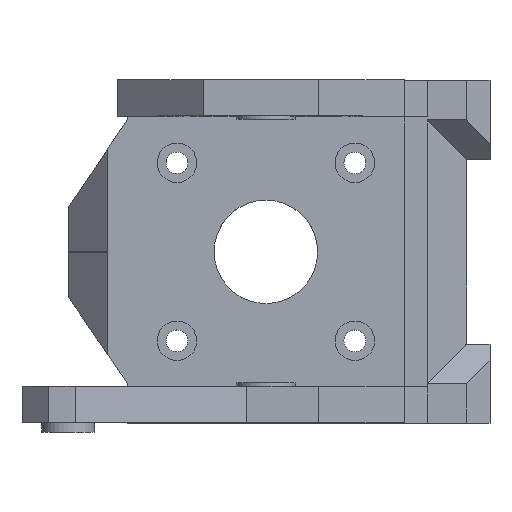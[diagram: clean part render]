
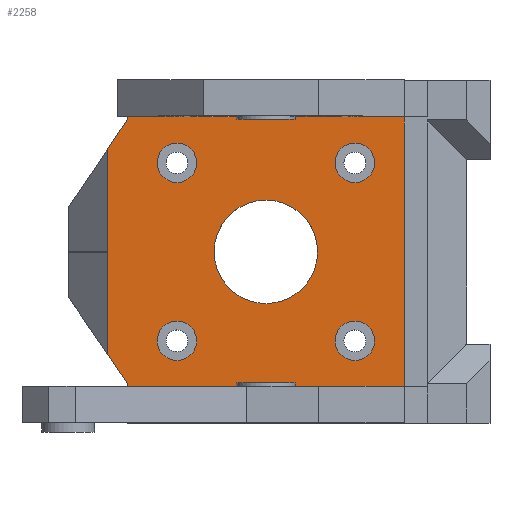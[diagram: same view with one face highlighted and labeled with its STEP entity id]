
A CAD part, top view. The second image highlights one B-rep face of the part: STEP entity #2258.
In plain terms, the highlighted planar face has unit normal (0, 0, 1).
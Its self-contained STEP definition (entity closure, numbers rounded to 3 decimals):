
#100=LINE('',#3347,#309);
#107=LINE('',#3371,#316);
#129=LINE('',#3419,#338);
#133=LINE('',#3438,#342);
#198=LINE('',#3683,#407);
#205=LINE('',#3708,#414);
#207=LINE('',#3718,#416);
#208=LINE('',#3719,#417);
#209=LINE('',#3721,#418);
#210=LINE('',#3724,#419);
#211=LINE('',#3725,#420);
#309=VECTOR('',#2677,42.);
#316=VECTOR('',#2696,10.);
#338=VECTOR('',#2728,42.);
#342=VECTOR('',#2746,10.);
#407=VECTOR('',#2935,5.325);
#414=VECTOR('',#2964,5.325);
#416=VECTOR('',#2974,40.);
#417=VECTOR('',#2975,10.);
#418=VECTOR('',#2976,15.553);
#419=VECTOR('',#2979,15.553);
#420=VECTOR('',#2980,10.);
#524=FACE_BOUND('',#776,.T.);
#525=FACE_BOUND('',#777,.T.);
#526=FACE_BOUND('',#778,.T.);
#527=FACE_BOUND('',#779,.T.);
#528=FACE_BOUND('',#780,.T.);
#612=FACE_OUTER_BOUND('',#775,.T.);
#775=EDGE_LOOP('',(#1816,#1817,#1818,#1819,#1820,#1821,#1822,#1823,#1824,
#1825,#1826,#1827));
#776=EDGE_LOOP('',(#1828));
#777=EDGE_LOOP('',(#1829));
#778=EDGE_LOOP('',(#1830));
#779=EDGE_LOOP('',(#1831));
#780=EDGE_LOOP('',(#1832));
#931=CIRCLE('',#2458,3.);
#933=CIRCLE('',#2461,3.);
#934=CIRCLE('',#2463,7.85);
#935=CIRCLE('',#2465,3.);
#937=CIRCLE('',#2469,3.);
#939=CIRCLE('',#2472,24.);
#1004=VERTEX_POINT('',#3344);
#1005=VERTEX_POINT('',#3346);
#1016=VERTEX_POINT('',#3370);
#1025=VERTEX_POINT('',#3393);
#1037=VERTEX_POINT('',#3417);
#1045=VERTEX_POINT('',#3437);
#1115=VERTEX_POINT('',#3682);
#1116=VERTEX_POINT('',#3686);
#1118=VERTEX_POINT('',#3692);
#1119=VERTEX_POINT('',#3696);
#1120=VERTEX_POINT('',#3700);
#1122=VERTEX_POINT('',#3706);
#1123=VERTEX_POINT('',#3710);
#1125=VERTEX_POINT('',#3716);
#1126=VERTEX_POINT('',#3717);
#1127=VERTEX_POINT('',#3720);
#1128=VERTEX_POINT('',#3722);
#1227=EDGE_CURVE('',#1005,#1004,#100,.T.);
#1239=EDGE_CURVE('',#1016,#1004,#107,.T.);
#1263=EDGE_CURVE('',#1025,#1037,#129,.T.);
#1272=EDGE_CURVE('',#1045,#1025,#133,.T.);
#1371=EDGE_CURVE('',#1045,#1115,#198,.T.);
#1373=EDGE_CURVE('',#1116,#1116,#931,.T.);
#1376=EDGE_CURVE('',#1118,#1118,#933,.T.);
#1378=EDGE_CURVE('',#1119,#1119,#934,.T.);
#1380=EDGE_CURVE('',#1120,#1120,#935,.T.);
#1384=EDGE_CURVE('',#1016,#1122,#205,.T.);
#1385=EDGE_CURVE('',#1123,#1123,#937,.T.);
#1388=EDGE_CURVE('',#1125,#1126,#207,.T.);
#1389=EDGE_CURVE('',#1125,#1005,#208,.T.);
#1390=EDGE_CURVE('',#1122,#1127,#209,.T.);
#1391=EDGE_CURVE('',#1127,#1128,#939,.T.);
#1392=EDGE_CURVE('',#1128,#1115,#210,.T.);
#1393=EDGE_CURVE('',#1126,#1037,#211,.T.);
#1816=ORIENTED_EDGE('',*,*,#1388,.F.);
#1817=ORIENTED_EDGE('',*,*,#1389,.T.);
#1818=ORIENTED_EDGE('',*,*,#1227,.T.);
#1819=ORIENTED_EDGE('',*,*,#1239,.F.);
#1820=ORIENTED_EDGE('',*,*,#1384,.T.);
#1821=ORIENTED_EDGE('',*,*,#1390,.T.);
#1822=ORIENTED_EDGE('',*,*,#1391,.T.);
#1823=ORIENTED_EDGE('',*,*,#1392,.T.);
#1824=ORIENTED_EDGE('',*,*,#1371,.F.);
#1825=ORIENTED_EDGE('',*,*,#1272,.T.);
#1826=ORIENTED_EDGE('',*,*,#1263,.T.);
#1827=ORIENTED_EDGE('',*,*,#1393,.F.);
#1828=ORIENTED_EDGE('',*,*,#1380,.F.);
#1829=ORIENTED_EDGE('',*,*,#1378,.F.);
#1830=ORIENTED_EDGE('',*,*,#1376,.F.);
#1831=ORIENTED_EDGE('',*,*,#1373,.F.);
#1832=ORIENTED_EDGE('',*,*,#1385,.F.);
#2155=PLANE('',#2471);
#2258=ADVANCED_FACE('',(#612,#524,#525,#526,#527,#528),#2155,.T.);
#2458=AXIS2_PLACEMENT_3D('',#3687,#2939,#2940);
#2461=AXIS2_PLACEMENT_3D('',#3693,#2946,#2947);
#2463=AXIS2_PLACEMENT_3D('',#3697,#2951,#2952);
#2465=AXIS2_PLACEMENT_3D('',#3701,#2956,#2957);
#2469=AXIS2_PLACEMENT_3D('',#3711,#2967,#2968);
#2471=AXIS2_PLACEMENT_3D('',#3715,#2972,#2973);
#2472=AXIS2_PLACEMENT_3D('',#3723,#2977,#2978);
#2677=DIRECTION('',(-1.,0.,0.));
#2696=DIRECTION('',(0.,1.,0.));
#2728=DIRECTION('',(1.,0.,0.));
#2746=DIRECTION('',(0.,-1.,0.));
#2935=DIRECTION('',(-0.563,0.826,0.));
#2939=DIRECTION('center_axis',(0.,0.,
1.));
#2940=DIRECTION('ref_axis',(1.,0.,0.));
#2946=DIRECTION('center_axis',(0.,0.,
1.));
#2947=DIRECTION('ref_axis',(1.,0.,0.));
#2951=DIRECTION('center_axis',(0.,0.,
1.));
#2952=DIRECTION('ref_axis',(1.,0.,0.));
#2956=DIRECTION('center_axis',(0.,0.,
1.));
#2957=DIRECTION('ref_axis',(1.,0.,0.));
#2964=DIRECTION('',(-0.563,-0.826,0.));
#2967=DIRECTION('center_axis',(0.,0.,
1.));
#2968=DIRECTION('ref_axis',(1.,0.,0.));
#2972=DIRECTION('center_axis',(0.,0.,
1.));
#2973=DIRECTION('ref_axis',(1.,0.,0.));
#2974=DIRECTION('',(0.,-1.,0.));
#2975=DIRECTION('',(0.,1.,0.));
#2976=DIRECTION('',(0.,-1.,0.));
#2977=DIRECTION('center_axis',(0.,0.,
1.));
#2978=DIRECTION('ref_axis',(1.,0.,0.));
#2979=DIRECTION('',(0.,-1.,0.));
#2980=DIRECTION('',(0.,-1.,0.));
#3344=CARTESIAN_POINT('',(-21.,20.5,6.));
#3346=CARTESIAN_POINT('',(20.991,20.5,6.));
#3347=CARTESIAN_POINT('',(21.,20.5,6.));
#3370=CARTESIAN_POINT('',(-21.,20.,6.));
#3371=CARTESIAN_POINT('',(-21.,21.5,6.));
#3393=CARTESIAN_POINT('',(-21.,-20.5,6.));
#3417=CARTESIAN_POINT('',(20.991,-20.5,6.));
#3419=CARTESIAN_POINT('',(-21.,-20.5,6.));
#3437=CARTESIAN_POINT('',(-21.,-20.,6.));
#3438=CARTESIAN_POINT('',(-21.,-20.,6.));
#3682=CARTESIAN_POINT('',(-24.,-15.6,6.));
#3683=CARTESIAN_POINT('',(-21.,-20.,6.));
#3686=CARTESIAN_POINT('',(-10.5,13.5,6.));
#3687=CARTESIAN_POINT('Origin',(-13.5,13.5,6.));
#3692=CARTESIAN_POINT('',(-10.5,-13.5,6.));
#3693=CARTESIAN_POINT('Origin',(-13.5,-13.5,6.));
#3696=CARTESIAN_POINT('',(7.85,0.,6.));
#3697=CARTESIAN_POINT('Origin',(0.,0.,6.));
#3700=CARTESIAN_POINT('',(16.5,-13.5,6.));
#3701=CARTESIAN_POINT('Origin',(13.5,-13.5,6.));
#3706=CARTESIAN_POINT('',(-24.,15.6,6.));
#3708=CARTESIAN_POINT('',(-21.,20.,6.));
#3710=CARTESIAN_POINT('',(16.5,13.5,6.));
#3711=CARTESIAN_POINT('Origin',(13.5,13.5,6.));
#3715=CARTESIAN_POINT('Origin',(-100.,100.,6.));
#3716=CARTESIAN_POINT('',(20.991,20.,6.));
#3717=CARTESIAN_POINT('',(20.991,-20.,6.));
#3718=CARTESIAN_POINT('',(20.991,20.,6.));
#3719=CARTESIAN_POINT('',(20.991,20.,6.));
#3720=CARTESIAN_POINT('',(-24.,0.047,6.));
#3721=CARTESIAN_POINT('',(-24.,15.6,6.));
#3722=CARTESIAN_POINT('',(-24.,-0.047,6.));
#3723=CARTESIAN_POINT('Origin',(0.,0.,6.));
#3724=CARTESIAN_POINT('',(-24.,-0.047,6.));
#3725=CARTESIAN_POINT('',(20.991,-20.,6.));
